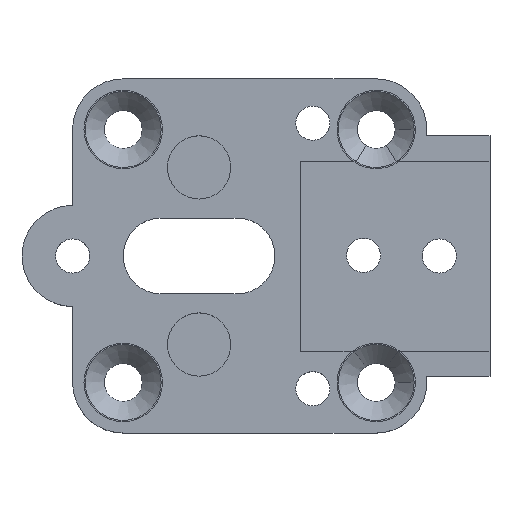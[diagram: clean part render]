
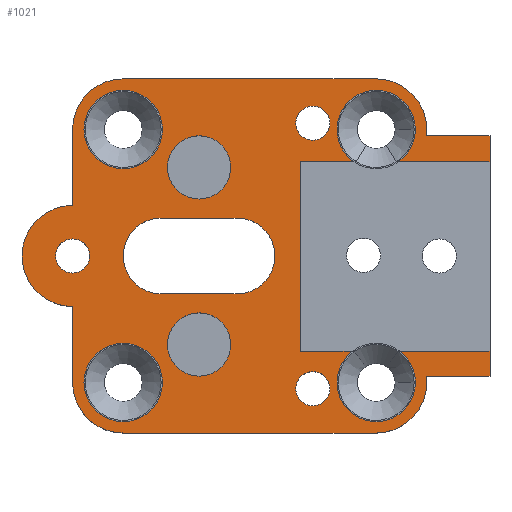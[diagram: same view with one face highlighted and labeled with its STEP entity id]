
A CAD part, top view. The second image highlights one B-rep face of the part: STEP entity #1021.
In plain terms, the highlighted planar face has unit normal (0, 0, 1).
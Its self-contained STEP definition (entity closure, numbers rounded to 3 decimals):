
#336 = VERTEX_POINT('',#337);
#337 = CARTESIAN_POINT('',(-20.,42.,4.));
#343 = EDGE_CURVE('',#336,#344,#346,.T.);
#344 = VERTEX_POINT('',#345);
#345 = CARTESIAN_POINT('',(-24.,38.,4.));
#346 = CIRCLE('',#347,4.);
#347 = AXIS2_PLACEMENT_3D('',#348,#349,#350);
#348 = CARTESIAN_POINT('',(-20.,38.,4.));
#349 = DIRECTION('',(0.,0.,1.));
#350 = DIRECTION('',(1.,0.,0.));
#368 = EDGE_CURVE('',#336,#369,#371,.T.);
#369 = VERTEX_POINT('',#370);
#370 = CARTESIAN_POINT('',(0.,42.,4.));
#371 = LINE('',#372,#373);
#372 = CARTESIAN_POINT('',(-20.,42.,4.));
#373 = VECTOR('',#374,1.);
#374 = DIRECTION('',(1.,0.,0.));
#392 = EDGE_CURVE('',#344,#393,#395,.T.);
#393 = VERTEX_POINT('',#394);
#394 = CARTESIAN_POINT('',(-24.,32.,4.));
#395 = LINE('',#396,#397);
#396 = CARTESIAN_POINT('',(-24.,38.,4.));
#397 = VECTOR('',#398,1.);
#398 = DIRECTION('',(0.,-1.,0.));
#416 = VERTEX_POINT('',#417);
#417 = CARTESIAN_POINT('',(3.969,37.5,4.));
#423 = EDGE_CURVE('',#416,#369,#424,.T.);
#424 = CIRCLE('',#425,4.);
#425 = AXIS2_PLACEMENT_3D('',#426,#427,#428);
#426 = CARTESIAN_POINT('',(0.,38.,4.));
#427 = DIRECTION('',(0.,0.,1.));
#428 = DIRECTION('',(1.,0.,0.));
#441 = EDGE_CURVE('',#393,#442,#444,.T.);
#442 = VERTEX_POINT('',#443);
#443 = CARTESIAN_POINT('',(-24.,24.,4.));
#444 = CIRCLE('',#445,4.);
#445 = AXIS2_PLACEMENT_3D('',#446,#447,#448);
#446 = CARTESIAN_POINT('',(-24.,28.,4.));
#447 = DIRECTION('',(0.,0.,1.));
#448 = DIRECTION('',(1.,0.,0.));
#466 = EDGE_CURVE('',#416,#467,#469,.T.);
#467 = VERTEX_POINT('',#468);
#468 = CARTESIAN_POINT('',(9.,37.5,4.));
#469 = LINE('',#470,#471);
#470 = CARTESIAN_POINT('',(3.969,37.5,4.));
#471 = VECTOR('',#472,1.);
#472 = DIRECTION('',(1.,0.,0.));
#490 = EDGE_CURVE('',#442,#491,#493,.T.);
#491 = VERTEX_POINT('',#492);
#492 = CARTESIAN_POINT('',(-24.,18.,4.));
#493 = LINE('',#494,#495);
#494 = CARTESIAN_POINT('',(-24.,24.,4.));
#495 = VECTOR('',#496,1.);
#496 = DIRECTION('',(0.,-1.,0.));
#515 = EDGE_CURVE('',#467,#516,#518,.T.);
#516 = VERTEX_POINT('',#517);
#517 = CARTESIAN_POINT('',(9.,35.45,4.));
#518 = LINE('',#519,#520);
#519 = CARTESIAN_POINT('',(9.,37.5,4.));
#520 = VECTOR('',#521,1.);
#521 = DIRECTION('',(0.,-1.,0.));
#540 = VERTEX_POINT('',#541);
#541 = CARTESIAN_POINT('',(9.,20.45,4.));
#547 = EDGE_CURVE('',#540,#548,#550,.T.);
#548 = VERTEX_POINT('',#549);
#549 = CARTESIAN_POINT('',(9.,18.5,4.));
#550 = LINE('',#551,#552);
#551 = CARTESIAN_POINT('',(9.,37.5,4.));
#552 = VECTOR('',#553,1.);
#553 = DIRECTION('',(0.,-1.,0.));
#570 = EDGE_CURVE('',#491,#571,#573,.T.);
#571 = VERTEX_POINT('',#572);
#572 = CARTESIAN_POINT('',(-20.,14.,4.));
#573 = CIRCLE('',#574,4.);
#574 = AXIS2_PLACEMENT_3D('',#575,#576,#577);
#575 = CARTESIAN_POINT('',(-20.,18.,4.));
#576 = DIRECTION('',(0.,0.,1.));
#577 = DIRECTION('',(1.,0.,0.));
#595 = VERTEX_POINT('',#596);
#596 = CARTESIAN_POINT('',(3.969,18.5,4.));
#602 = EDGE_CURVE('',#595,#548,#603,.T.);
#603 = LINE('',#604,#605);
#604 = CARTESIAN_POINT('',(3.969,18.5,4.));
#605 = VECTOR('',#606,1.);
#606 = DIRECTION('',(1.,0.,0.));
#619 = EDGE_CURVE('',#571,#620,#622,.T.);
#620 = VERTEX_POINT('',#621);
#621 = CARTESIAN_POINT('',(0.,14.,4.));
#622 = LINE('',#623,#624);
#623 = CARTESIAN_POINT('',(-20.,14.,4.));
#624 = VECTOR('',#625,1.);
#625 = DIRECTION('',(1.,0.,0.));
#643 = EDGE_CURVE('',#620,#595,#644,.T.);
#644 = CIRCLE('',#645,4.);
#645 = AXIS2_PLACEMENT_3D('',#646,#647,#648);
#646 = CARTESIAN_POINT('',(0.,18.,4.));
#647 = DIRECTION('',(0.,0.,1.));
#648 = DIRECTION('',(1.,0.,0.));
#661 = VERTEX_POINT('',#662);
#662 = CARTESIAN_POINT('',(-22.65,28.,4.));
#668 = EDGE_CURVE('',#661,#661,#669,.T.);
#669 = CIRCLE('',#670,1.35);
#670 = AXIS2_PLACEMENT_3D('',#671,#672,#673);
#671 = CARTESIAN_POINT('',(-24.,28.,4.));
#672 = DIRECTION('',(0.,0.,1.));
#673 = DIRECTION('',(1.,0.,0.));
#685 = EDGE_CURVE('',#686,#688,#690,.T.);
#686 = VERTEX_POINT('',#687);
#687 = CARTESIAN_POINT('',(-17.,31.,4.));
#688 = VERTEX_POINT('',#689);
#689 = CARTESIAN_POINT('',(-17.,25.,4.));
#690 = CIRCLE('',#691,3.);
#691 = AXIS2_PLACEMENT_3D('',#692,#693,#694);
#692 = CARTESIAN_POINT('',(-17.,28.,4.));
#693 = DIRECTION('',(0.,0.,1.));
#694 = DIRECTION('',(1.,0.,0.));
#717 = EDGE_CURVE('',#688,#718,#720,.T.);
#718 = VERTEX_POINT('',#719);
#719 = CARTESIAN_POINT('',(-11.,25.,4.));
#720 = LINE('',#721,#722);
#721 = CARTESIAN_POINT('',(-17.,25.,4.));
#722 = VECTOR('',#723,1.);
#723 = DIRECTION('',(1.,0.,0.));
#741 = EDGE_CURVE('',#718,#742,#744,.T.);
#742 = VERTEX_POINT('',#743);
#743 = CARTESIAN_POINT('',(-11.,31.,4.));
#744 = CIRCLE('',#745,3.);
#745 = AXIS2_PLACEMENT_3D('',#746,#747,#748);
#746 = CARTESIAN_POINT('',(-11.,28.,4.));
#747 = DIRECTION('',(0.,0.,1.));
#748 = DIRECTION('',(1.,0.,0.));
#766 = EDGE_CURVE('',#742,#686,#767,.T.);
#767 = LINE('',#768,#769);
#768 = CARTESIAN_POINT('',(-11.,31.,4.));
#769 = VECTOR('',#770,1.);
#770 = DIRECTION('',(-1.,0.,0.));
#784 = VERTEX_POINT('',#785);
#785 = CARTESIAN_POINT('',(-3.65,17.5,4.));
#791 = EDGE_CURVE('',#784,#784,#792,.T.);
#792 = CIRCLE('',#793,1.35);
#793 = AXIS2_PLACEMENT_3D('',#794,#795,#796);
#794 = CARTESIAN_POINT('',(-5.,17.5,4.));
#795 = DIRECTION('',(0.,0.,1.));
#796 = DIRECTION('',(1.,0.,0.));
#930 = VERTEX_POINT('',#931);
#931 = CARTESIAN_POINT('',(-3.65,38.5,4.));
#937 = EDGE_CURVE('',#930,#930,#938,.T.);
#938 = CIRCLE('',#939,1.35);
#939 = AXIS2_PLACEMENT_3D('',#940,#941,#942);
#940 = CARTESIAN_POINT('',(-5.,38.5,4.));
#941 = DIRECTION('',(0.,0.,1.));
#942 = DIRECTION('',(1.,0.,0.));
#1001 = VERTEX_POINT('',#1002);
#1002 = CARTESIAN_POINT('',(-16.9,18.,4.));
#1010 = EDGE_CURVE('',#1001,#1001,#1011,.T.);
#1011 = CIRCLE('',#1012,3.1);
#1012 = AXIS2_PLACEMENT_3D('',#1013,#1014,#1015);
#1013 = CARTESIAN_POINT('',(-20.,18.,4.));
#1014 = DIRECTION('',(0.,0.,1.));
#1015 = DIRECTION('',(1.,0.,0.));
#1021 = ADVANCED_FACE('',(#1022,#1111,#1114,#1125,#1128,#1131,#1142,
    #1148,#1159),#1162,.T.);
#1022 = FACE_BOUND('',#1023,.T.);
#1023 = EDGE_LOOP('',(#1024,#1025,#1026,#1027,#1028,#1029,#1030,#1031,
    #1032,#1033,#1034,#1042,#1051,#1060,#1068,#1076,#1084,#1093,#1102,
    #1108,#1109,#1110));
#1024 = ORIENTED_EDGE('',*,*,#368,.F.);
#1025 = ORIENTED_EDGE('',*,*,#343,.T.);
#1026 = ORIENTED_EDGE('',*,*,#392,.T.);
#1027 = ORIENTED_EDGE('',*,*,#441,.T.);
#1028 = ORIENTED_EDGE('',*,*,#490,.T.);
#1029 = ORIENTED_EDGE('',*,*,#570,.T.);
#1030 = ORIENTED_EDGE('',*,*,#619,.T.);
#1031 = ORIENTED_EDGE('',*,*,#643,.T.);
#1032 = ORIENTED_EDGE('',*,*,#602,.T.);
#1033 = ORIENTED_EDGE('',*,*,#547,.F.);
#1034 = ORIENTED_EDGE('',*,*,#1035,.T.);
#1035 = EDGE_CURVE('',#540,#1036,#1038,.T.);
#1036 = VERTEX_POINT('',#1037);
#1037 = CARTESIAN_POINT('',(1.899,20.45,4.));
#1038 = LINE('',#1039,#1040);
#1039 = CARTESIAN_POINT('',(0.356,20.45,4.));
#1040 = VECTOR('',#1041,1.);
#1041 = DIRECTION('',(-1.,0.,0.));
#1042 = ORIENTED_EDGE('',*,*,#1043,.F.);
#1043 = EDGE_CURVE('',#1044,#1036,#1046,.T.);
#1044 = VERTEX_POINT('',#1045);
#1045 = CARTESIAN_POINT('',(3.1,18.,4.));
#1046 = CIRCLE('',#1047,3.1);
#1047 = AXIS2_PLACEMENT_3D('',#1048,#1049,#1050);
#1048 = CARTESIAN_POINT('',(0.,18.,4.));
#1049 = DIRECTION('',(0.,0.,1.));
#1050 = DIRECTION('',(1.,0.,0.));
#1051 = ORIENTED_EDGE('',*,*,#1052,.F.);
#1052 = EDGE_CURVE('',#1053,#1044,#1055,.T.);
#1053 = VERTEX_POINT('',#1054);
#1054 = CARTESIAN_POINT('',(-1.899,20.45,4.));
#1055 = CIRCLE('',#1056,3.1);
#1056 = AXIS2_PLACEMENT_3D('',#1057,#1058,#1059);
#1057 = CARTESIAN_POINT('',(0.,18.,4.));
#1058 = DIRECTION('',(0.,0.,1.));
#1059 = DIRECTION('',(1.,0.,0.));
#1060 = ORIENTED_EDGE('',*,*,#1061,.T.);
#1061 = EDGE_CURVE('',#1053,#1062,#1064,.T.);
#1062 = VERTEX_POINT('',#1063);
#1063 = CARTESIAN_POINT('',(-6.,20.45,4.));
#1064 = LINE('',#1065,#1066);
#1065 = CARTESIAN_POINT('',(0.356,20.45,4.));
#1066 = VECTOR('',#1067,1.);
#1067 = DIRECTION('',(-1.,0.,0.));
#1068 = ORIENTED_EDGE('',*,*,#1069,.T.);
#1069 = EDGE_CURVE('',#1062,#1070,#1072,.T.);
#1070 = VERTEX_POINT('',#1071);
#1071 = CARTESIAN_POINT('',(-6.,35.45,4.));
#1072 = LINE('',#1073,#1074);
#1073 = CARTESIAN_POINT('',(-6.,27.976,4.));
#1074 = VECTOR('',#1075,1.);
#1075 = DIRECTION('',(0.,1.,0.));
#1076 = ORIENTED_EDGE('',*,*,#1077,.T.);
#1077 = EDGE_CURVE('',#1070,#1078,#1080,.T.);
#1078 = VERTEX_POINT('',#1079);
#1079 = CARTESIAN_POINT('',(-1.763,35.45,4.));
#1080 = LINE('',#1081,#1082);
#1081 = CARTESIAN_POINT('',(0.356,35.45,4.));
#1082 = VECTOR('',#1083,1.);
#1083 = DIRECTION('',(1.,0.,0.));
#1084 = ORIENTED_EDGE('',*,*,#1085,.F.);
#1085 = EDGE_CURVE('',#1086,#1078,#1088,.T.);
#1086 = VERTEX_POINT('',#1087);
#1087 = CARTESIAN_POINT('',(3.1,38.,4.));
#1088 = CIRCLE('',#1089,3.1);
#1089 = AXIS2_PLACEMENT_3D('',#1090,#1091,#1092);
#1090 = CARTESIAN_POINT('',(0.,38.,4.));
#1091 = DIRECTION('',(0.,0.,1.));
#1092 = DIRECTION('',(1.,0.,0.));
#1093 = ORIENTED_EDGE('',*,*,#1094,.F.);
#1094 = EDGE_CURVE('',#1095,#1086,#1097,.T.);
#1095 = VERTEX_POINT('',#1096);
#1096 = CARTESIAN_POINT('',(1.763,35.45,4.));
#1097 = CIRCLE('',#1098,3.1);
#1098 = AXIS2_PLACEMENT_3D('',#1099,#1100,#1101);
#1099 = CARTESIAN_POINT('',(0.,38.,4.));
#1100 = DIRECTION('',(0.,0.,1.));
#1101 = DIRECTION('',(1.,0.,0.));
#1102 = ORIENTED_EDGE('',*,*,#1103,.T.);
#1103 = EDGE_CURVE('',#1095,#516,#1104,.T.);
#1104 = LINE('',#1105,#1106);
#1105 = CARTESIAN_POINT('',(0.356,35.45,4.));
#1106 = VECTOR('',#1107,1.);
#1107 = DIRECTION('',(1.,0.,0.));
#1108 = ORIENTED_EDGE('',*,*,#515,.F.);
#1109 = ORIENTED_EDGE('',*,*,#466,.F.);
#1110 = ORIENTED_EDGE('',*,*,#423,.T.);
#1111 = FACE_BOUND('',#1112,.T.);
#1112 = EDGE_LOOP('',(#1113));
#1113 = ORIENTED_EDGE('',*,*,#1010,.F.);
#1114 = FACE_BOUND('',#1115,.T.);
#1115 = EDGE_LOOP('',(#1116));
#1116 = ORIENTED_EDGE('',*,*,#1117,.F.);
#1117 = EDGE_CURVE('',#1118,#1118,#1120,.T.);
#1118 = VERTEX_POINT('',#1119);
#1119 = CARTESIAN_POINT('',(-11.5,21.,4.));
#1120 = CIRCLE('',#1121,2.5);
#1121 = AXIS2_PLACEMENT_3D('',#1122,#1123,#1124);
#1122 = CARTESIAN_POINT('',(-14.,21.,4.));
#1123 = DIRECTION('',(0.,0.,1.));
#1124 = DIRECTION('',(1.,0.,0.));
#1125 = FACE_BOUND('',#1126,.T.);
#1126 = EDGE_LOOP('',(#1127));
#1127 = ORIENTED_EDGE('',*,*,#791,.F.);
#1128 = FACE_BOUND('',#1129,.T.);
#1129 = EDGE_LOOP('',(#1130));
#1130 = ORIENTED_EDGE('',*,*,#668,.F.);
#1131 = FACE_BOUND('',#1132,.T.);
#1132 = EDGE_LOOP('',(#1133));
#1133 = ORIENTED_EDGE('',*,*,#1134,.F.);
#1134 = EDGE_CURVE('',#1135,#1135,#1137,.T.);
#1135 = VERTEX_POINT('',#1136);
#1136 = CARTESIAN_POINT('',(-16.9,38.,4.));
#1137 = CIRCLE('',#1138,3.1);
#1138 = AXIS2_PLACEMENT_3D('',#1139,#1140,#1141);
#1139 = CARTESIAN_POINT('',(-20.,38.,4.));
#1140 = DIRECTION('',(0.,0.,1.));
#1141 = DIRECTION('',(1.,0.,0.));
#1142 = FACE_BOUND('',#1143,.T.);
#1143 = EDGE_LOOP('',(#1144,#1145,#1146,#1147));
#1144 = ORIENTED_EDGE('',*,*,#685,.F.);
#1145 = ORIENTED_EDGE('',*,*,#766,.F.);
#1146 = ORIENTED_EDGE('',*,*,#741,.F.);
#1147 = ORIENTED_EDGE('',*,*,#717,.F.);
#1148 = FACE_BOUND('',#1149,.T.);
#1149 = EDGE_LOOP('',(#1150));
#1150 = ORIENTED_EDGE('',*,*,#1151,.F.);
#1151 = EDGE_CURVE('',#1152,#1152,#1154,.T.);
#1152 = VERTEX_POINT('',#1153);
#1153 = CARTESIAN_POINT('',(-11.5,35.,4.));
#1154 = CIRCLE('',#1155,2.5);
#1155 = AXIS2_PLACEMENT_3D('',#1156,#1157,#1158);
#1156 = CARTESIAN_POINT('',(-14.,35.,4.));
#1157 = DIRECTION('',(0.,0.,1.));
#1158 = DIRECTION('',(1.,0.,0.));
#1159 = FACE_BOUND('',#1160,.T.);
#1160 = EDGE_LOOP('',(#1161));
#1161 = ORIENTED_EDGE('',*,*,#937,.F.);
#1162 = PLANE('',#1163);
#1163 = AXIS2_PLACEMENT_3D('',#1164,#1165,#1166);
#1164 = CARTESIAN_POINT('',(-8.289,28.002,4.));
#1165 = DIRECTION('',(0.,0.,1.));
#1166 = DIRECTION('',(1.,0.,0.));
